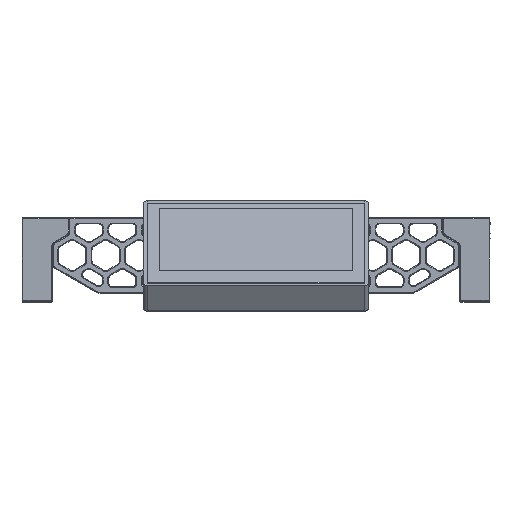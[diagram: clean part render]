
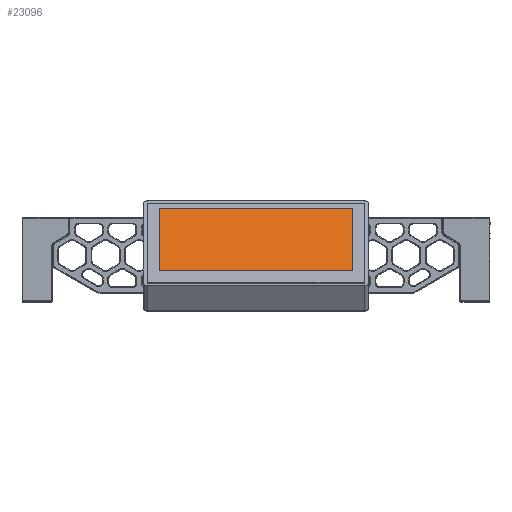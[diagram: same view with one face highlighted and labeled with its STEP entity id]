
A CAD part, top view. The second image highlights one B-rep face of the part: STEP entity #23096.
In plain terms, the highlighted face is planar.
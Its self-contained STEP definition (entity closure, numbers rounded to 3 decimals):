
#2727=FACE_OUTER_BOUND('',#4186,.T.);
#4186=EDGE_LOOP('',(#18351,#18352,#18353,#18354));
#6085=LINE('',#47215,#8362);
#6087=LINE('',#47219,#8364);
#6089=LINE('',#47223,#8366);
#6091=LINE('',#47226,#8368);
#8362=VECTOR('',#29629,53.);
#8364=VECTOR('',#29633,95.);
#8366=VECTOR('',#29637,53.);
#8368=VECTOR('',#29641,95.);
#10476=VERTEX_POINT('',#47212);
#10477=VERTEX_POINT('',#47214);
#10478=VERTEX_POINT('',#47218);
#10479=VERTEX_POINT('',#47222);
#13207=EDGE_CURVE('',#10477,#10476,#6085,.T.);
#13209=EDGE_CURVE('',#10478,#10477,#6087,.T.);
#13211=EDGE_CURVE('',#10479,#10478,#6089,.T.);
#13213=EDGE_CURVE('',#10476,#10479,#6091,.T.);
#18351=ORIENTED_EDGE('',*,*,#13207,.T.);
#18352=ORIENTED_EDGE('',*,*,#13213,.T.);
#18353=ORIENTED_EDGE('',*,*,#13211,.T.);
#18354=ORIENTED_EDGE('',*,*,#13209,.T.);
#21978=PLANE('',#25023);
#23096=ADVANCED_FACE('',(#2727),#21978,.T.);
#25023=AXIS2_PLACEMENT_3D('',#47227,#29642,#29643);
#29629=DIRECTION('',(0.,-1.,0.));
#29633=DIRECTION('',(-1.,0.,0.));
#29637=DIRECTION('',(0.,1.,0.));
#29641=DIRECTION('',(1.,0.,0.));
#29642=DIRECTION('center_axis',(0.,0.,1.));
#29643=DIRECTION('ref_axis',(1.,0.,0.));
#47212=CARTESIAN_POINT('',(5.6,10.6,14.55));
#47214=CARTESIAN_POINT('',(5.6,63.6,14.55));
#47215=CARTESIAN_POINT('',(5.6,63.6,14.55));
#47218=CARTESIAN_POINT('',(100.6,63.6,14.55));
#47219=CARTESIAN_POINT('',(100.6,63.6,14.55));
#47222=CARTESIAN_POINT('',(100.6,10.6,14.55));
#47223=CARTESIAN_POINT('',(100.6,10.6,14.55));
#47226=CARTESIAN_POINT('',(5.6,10.6,14.55));
#47227=CARTESIAN_POINT('Origin',(53.1,-8.924,14.55));
